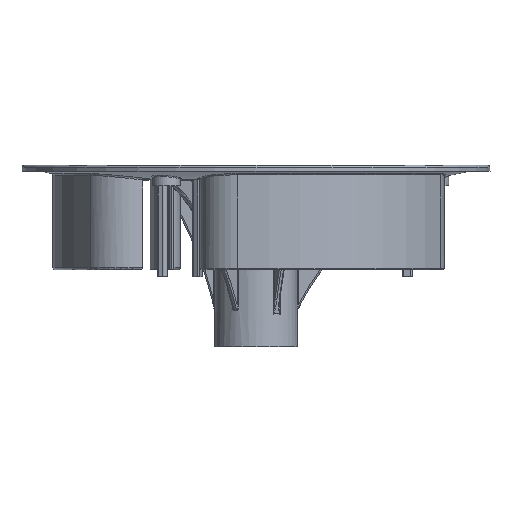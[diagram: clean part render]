
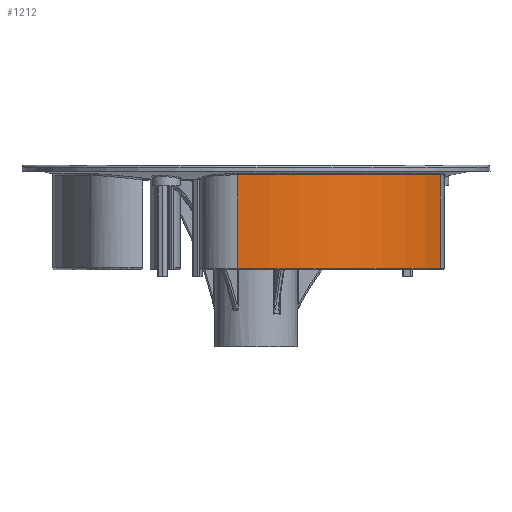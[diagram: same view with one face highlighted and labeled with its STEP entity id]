
A CAD part, left-side view. The second image highlights one B-rep face of the part: STEP entity #1212.
In plain terms, the highlighted cylindrical face has radius 147.5 mm (diameter 295 mm), a partial arc.
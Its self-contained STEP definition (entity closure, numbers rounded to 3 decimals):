
#314=CYLINDRICAL_SURFACE('',#10852,147.5);
#1212=ADVANCED_FACE('',(#1940),#314,.T.);
#1940=FACE_OUTER_BOUND('',#2539,.T.);
#2539=EDGE_LOOP('',(#3778,#3779,#3780,#3781));
#3778=ORIENTED_EDGE('',*,*,#6854,.F.);
#3779=ORIENTED_EDGE('',*,*,#7281,.T.);
#3780=ORIENTED_EDGE('',*,*,#7282,.T.);
#3781=ORIENTED_EDGE('',*,*,#7283,.T.);
#5986=VERTEX_POINT('',#16441);
#5987=VERTEX_POINT('',#16443);
#6358=VERTEX_POINT('',#19342);
#6359=VERTEX_POINT('',#19344);
#6854=EDGE_CURVE('',#5986,#5987,#8923,.T.);
#7281=EDGE_CURVE('',#5986,#6358,#8305,.T.);
#7282=EDGE_CURVE('',#6358,#6359,#9067,.T.);
#7283=EDGE_CURVE('',#6359,#5987,#8306,.T.);
#8305=CIRCLE('',#10850,147.5);
#8306=CIRCLE('',#10851,147.5);
#8923=LINE('',#16442,#9410);
#9067=LINE('',#19343,#9554);
#9410=VECTOR('',#11972,1.);
#9554=VECTOR('',#12622,1.);
#10850=AXIS2_PLACEMENT_3D('',#19341,#12620,#12621);
#10851=AXIS2_PLACEMENT_3D('',#19345,#12623,#12624);
#10852=AXIS2_PLACEMENT_3D('',#19346,#12625,#12626);
#11972=DIRECTION('',(0.,0.,1.));
#12620=DIRECTION('',(0.,0.,1.));
#12621=DIRECTION('',(1.,0.,0.));
#12622=DIRECTION('',(0.,0.,1.));
#12623=DIRECTION('',(0.,0.,-1.));
#12624=DIRECTION('',(-1.,0.,0.));
#12625=DIRECTION('',(0.,0.,1.));
#12626=DIRECTION('',(1.,0.,0.));
#16441=CARTESIAN_POINT('',(-146.891,13.388,-85.));
#16442=CARTESIAN_POINT('',(-146.891,13.388,-86.));
#16443=CARTESIAN_POINT('',(-146.891,13.388,-17.065));
#19341=CARTESIAN_POINT('',(0.,0.,-85.));
#19342=CARTESIAN_POINT('',(-61.852,-133.905,-85.));
#19343=CARTESIAN_POINT('',(-61.852,-133.905,-86.));
#19344=CARTESIAN_POINT('',(-61.852,-133.905,-17.065));
#19345=CARTESIAN_POINT('',(0.,0.,-17.065));
#19346=CARTESIAN_POINT('',(0.,0.,-86.));
